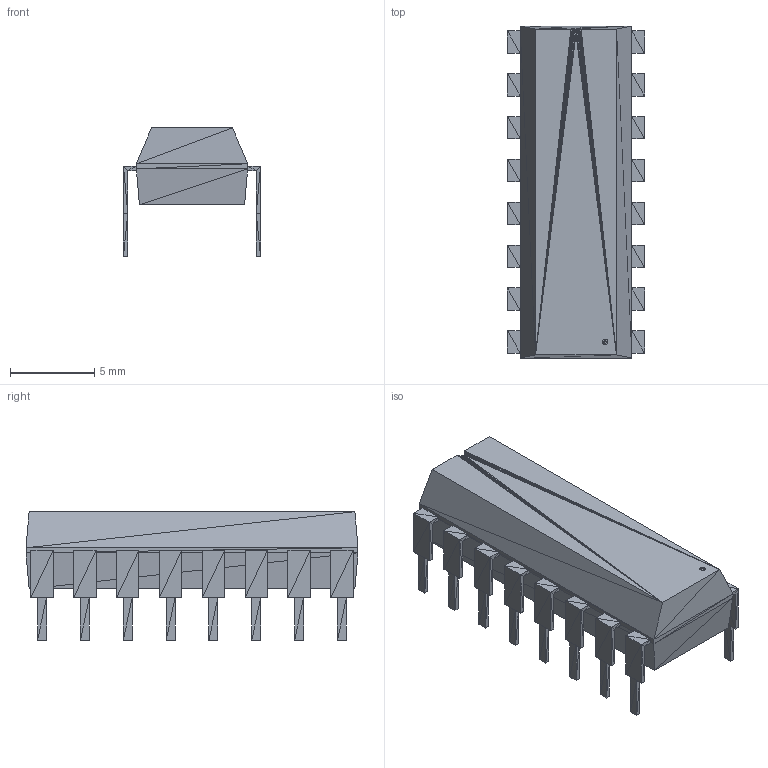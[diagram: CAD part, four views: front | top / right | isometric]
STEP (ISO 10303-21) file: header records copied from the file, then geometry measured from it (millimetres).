
FILE_DESCRIPTION(('STEP AP214'),'1');
FILE_NAME('N16','2019-01-03T15:13:36',(''),(''),'','','');
FILE_SCHEMA(('AUTOMOTIVE_DESIGN'));
Length unit declared in the file: millimetre
Products named in the file (1): product
Bounding box: 8.13 x 19.68 x 7.62 mm (x, y, z)
Surface area: 696.3 mm2 (no closed solid volume)
Topology: 0 solids, 741 shells, 741 faces, 2223 edges, 2223 vertices
Faces by surface type: plane 741
Entity records: 24512 total; most frequent: CARTESIAN_POINT 5188, DIRECTION 3707, ORIENTED_EDGE 2223, EDGE_CURVE 2223, VERTEX_POINT 2223, LINE 2223, VECTOR 2223, AXIS2_PLACEMENT_3D 742
